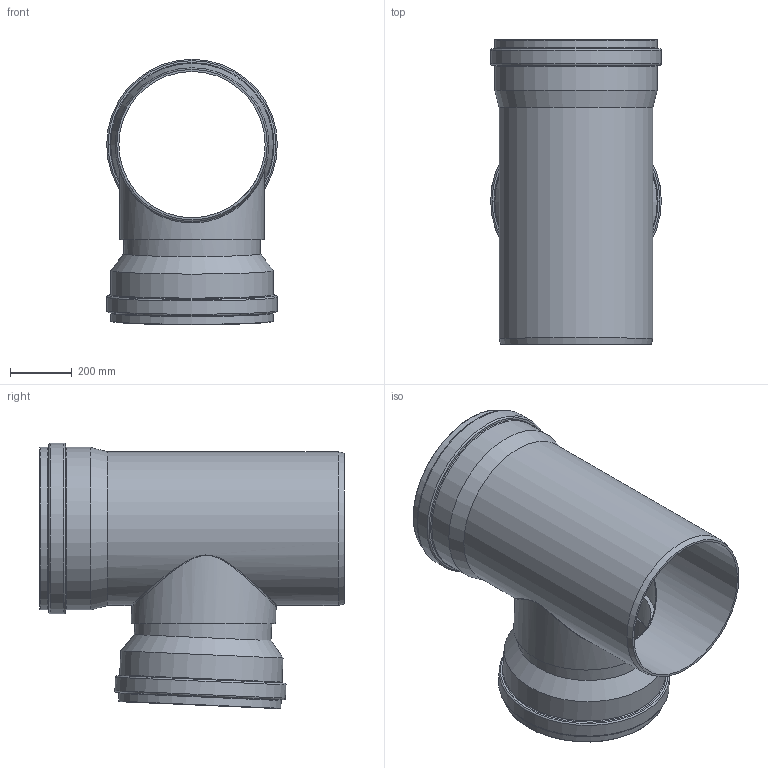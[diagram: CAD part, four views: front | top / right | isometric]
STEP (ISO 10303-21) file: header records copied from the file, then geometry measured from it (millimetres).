
FILE_DESCRIPTION(/* description */ (''),/* implementation_level */ '2;1');
FILE_NAME(/* name */ '227400 KGEA Abzweig DN_OD 500_500_87°.stp',/* time_stamp */ '2018-03-05T11:32:47+01:00',/* author */ ('user1'),/* organization */ (''),/* preprocessor_version */ 'ST-DEVELOPER v16.1',/* originating_system */ 'Autodesk Inventor 2016',/* authorisation */ '');
FILE_SCHEMA (('AUTOMOTIVE_DESIGN { 1 0 10303 214 3 1 1 }'));
Length unit declared in the file: millimetre
Products named in the file (3): 227400 KGEA Abzweig DN_OD 500_500_87°; 227400 KGEA Abzweig DN_OD 500_500_87° Abzweig; 227400 KGEA Abzweig DN_OD 500_500_87°_1
Assembly tree (2 placements, depth 2):
  227400 KGEA Abzweig DN_OD 500_500_87°_1
    227400 KGEA Abzweig DN_OD 500_500_87°
    227400 KGEA Abzweig DN_OD 500_500_87° Abzweig
Bounding box: 555 x 990 x 863 mm (x, y, z)
Volume: 26226469.8 mm3; surface area: 4312495.2 mm2
Topology: 2 solids, 2 shells, 58 faces, 151 edges, 133 vertices
Faces by surface type: torus 20, cylinder 18, cone 13, plane 5, bspline 2
Full cylindrical faces by diameter (mm): 420 x1, 444.6 x2, 469.2 x1, 475.4 x1, 500 x1, 502 x4, 528 x4, 529 x2, 555 x2
Entity records: 2328 total; most frequent: CARTESIAN_POINT 1106, DIRECTION 281, AXIS2_PLACEMENT_3D 128, ORIENTED_EDGE 122, EDGE_LOOP 116, CIRCLE 63, EDGE_CURVE 61, VERTEX_POINT 59
